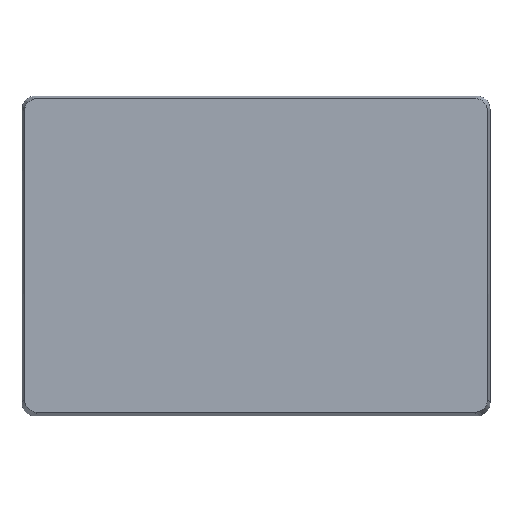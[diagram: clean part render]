
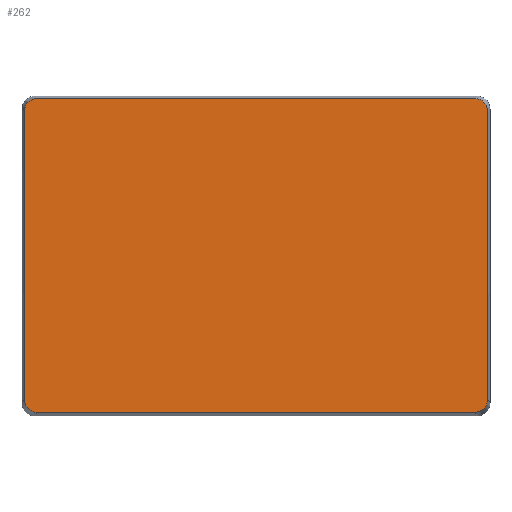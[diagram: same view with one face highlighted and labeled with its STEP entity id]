
A CAD part, front view. The second image highlights one B-rep face of the part: STEP entity #262.
In plain terms, the highlighted free-form (B-spline) face has degree [1, 1] with [2, 2] control points.
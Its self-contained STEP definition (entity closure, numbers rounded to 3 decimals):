
#43=ORIENTED_EDGE('trim curve',*,*,#125,.F.);
#44=ORIENTED_EDGE('trim curve',*,*,#143,.T.);
#45=ORIENTED_EDGE('trim curve',*,*,#144,.T.);
#46=ORIENTED_EDGE('trim curve',*,*,#145,.T.);
#47=ORIENTED_EDGE('trim curve',*,*,#146,.T.);
#48=ORIENTED_EDGE('trim curve',*,*,#147,.T.);
#49=ORIENTED_EDGE('trim curve',*,*,#148,.T.);
#50=ORIENTED_EDGE('trim curve',*,*,#149,.T.);
#101=VERTEX_POINT('Trimming Point',#298);
#102=VERTEX_POINT('Trimming Point',#300);
#116=VERTEX_POINT('Trimming Point',#645);
#117=VERTEX_POINT('Trimming Point',#647);
#118=VERTEX_POINT('Trimming Point',#651);
#119=VERTEX_POINT('Trimming Point',#653);
#120=VERTEX_POINT('Trimming Point',#657);
#121=VERTEX_POINT('Trimming Point',#659);
#125=EDGE_CURVE('Edge Curve',#101,#102,#165,.T.);
#143=EDGE_CURVE('Edge Curve',#101,#116,#183,.T.);
#144=EDGE_CURVE('Edge Curve',#116,#117,#184,.T.);
#145=EDGE_CURVE('Edge Curve',#117,#118,#185,.T.);
#146=EDGE_CURVE('Edge Curve',#118,#119,#186,.T.);
#147=EDGE_CURVE('Edge Curve',#119,#120,#187,.T.);
#148=EDGE_CURVE('Edge Curve',#120,#121,#188,.T.);
#149=EDGE_CURVE('Edge Curve',#121,#102,#189,.T.);
#165=(
BOUNDED_CURVE()
B_SPLINE_CURVE(1,(#299,#300),.UNSPECIFIED.,.U.,.U.)
B_SPLINE_CURVE_WITH_KNOTS((2,2),(0.051,0.952),.UNSPECIFIED.)
CURVE()
GEOMETRIC_REPRESENTATION_ITEM()
RATIONAL_B_SPLINE_CURVE((1.,1.))
REPRESENTATION_ITEM('node')
);
#183=(
BOUNDED_CURVE()
B_SPLINE_CURVE(3,(#642,#643,#644,#645),.UNSPECIFIED.,.U.,.U.)
B_SPLINE_CURVE_WITH_KNOTS((4,4),(1.,91.),.UNSPECIFIED.)
CURVE()
GEOMETRIC_REPRESENTATION_ITEM()
RATIONAL_B_SPLINE_CURVE((1.,0.805,0.805,1.))
REPRESENTATION_ITEM('node')
);
#184=(
BOUNDED_CURVE()
B_SPLINE_CURVE(1,(#646,#647),.UNSPECIFIED.,.U.,.U.)
B_SPLINE_CURVE_WITH_KNOTS((2,2),(-1.,0.),.UNSPECIFIED.)
CURVE()
GEOMETRIC_REPRESENTATION_ITEM()
RATIONAL_B_SPLINE_CURVE((1.,1.))
REPRESENTATION_ITEM('node')
);
#185=(
BOUNDED_CURVE()
B_SPLINE_CURVE(3,(#648,#649,#650,#651),.UNSPECIFIED.,.U.,.U.)
B_SPLINE_CURVE_WITH_KNOTS((4,4),(0.,1.),.UNSPECIFIED.)
CURVE()
GEOMETRIC_REPRESENTATION_ITEM()
RATIONAL_B_SPLINE_CURVE((1.,0.805,0.805,1.))
REPRESENTATION_ITEM('node')
);
#186=(
BOUNDED_CURVE()
B_SPLINE_CURVE(1,(#652,#653),.UNSPECIFIED.,.U.,.U.)
B_SPLINE_CURVE_WITH_KNOTS((2,2),(0.,0.901),.UNSPECIFIED.)
CURVE()
GEOMETRIC_REPRESENTATION_ITEM()
RATIONAL_B_SPLINE_CURVE((1.,1.))
REPRESENTATION_ITEM('node')
);
#187=(
BOUNDED_CURVE()
B_SPLINE_CURVE(3,(#654,#655,#656,#657),.UNSPECIFIED.,.U.,.U.)
B_SPLINE_CURVE_WITH_KNOTS((4,4),(0.949,1.949),.UNSPECIFIED.)
CURVE()
GEOMETRIC_REPRESENTATION_ITEM()
RATIONAL_B_SPLINE_CURVE((1.,0.805,0.805,1.))
REPRESENTATION_ITEM('node')
);
#188=(
BOUNDED_CURVE()
B_SPLINE_CURVE(1,(#658,#659),.UNSPECIFIED.,.U.,.U.)
B_SPLINE_CURVE_WITH_KNOTS((2,2),(0.,1.),.UNSPECIFIED.)
CURVE()
GEOMETRIC_REPRESENTATION_ITEM()
RATIONAL_B_SPLINE_CURVE((1.,1.))
REPRESENTATION_ITEM('node')
);
#189=(
BOUNDED_CURVE()
B_SPLINE_CURVE(3,(#660,#661,#662,#663),.UNSPECIFIED.,.U.,.U.)
B_SPLINE_CURVE_WITH_KNOTS((4,4),(0.,90.),.UNSPECIFIED.)
CURVE()
GEOMETRIC_REPRESENTATION_ITEM()
RATIONAL_B_SPLINE_CURVE((1.,0.805,0.805,1.))
REPRESENTATION_ITEM('node')
);
#208=EDGE_LOOP('trim boundary',(#43,#44,#45,#46,#47,#48,#49,#50));
#226=FACE_OUTER_BOUND('Boundary Edges',#208,.T.);
#244=(
BOUNDED_SURFACE()
B_SPLINE_SURFACE(1,1,((#638,#639),(#640,#641)),.UNSPECIFIED.,.U.,.U.,.U.)
B_SPLINE_SURFACE_WITH_KNOTS((2,2),(2,2),(0.376,0.624),
(0.318,0.682),.UNSPECIFIED.)
GEOMETRIC_REPRESENTATION_ITEM()
RATIONAL_B_SPLINE_SURFACE(((1.,1.),(1.,1.)))
REPRESENTATION_ITEM('trim region')
SURFACE()
);
#262=ADVANCED_FACE('trim region',(#226),#244,.T.);
#298=CARTESIAN_POINT('CVs',(-269.8,0.,84.));
#299=CARTESIAN_POINT('CVs',(-269.8,0.,84.));
#300=CARTESIAN_POINT('CVs',(-269.8,0.,419.5));
#638=CARTESIAN_POINT('CVs',(-272.498,0.,436.328));
#639=CARTESIAN_POINT('CVs',(272.498,0.,436.328));
#640=CARTESIAN_POINT('CVs',(-272.498,0.,67.173));
#641=CARTESIAN_POINT('CVs',(272.498,0.,67.173));
#642=CARTESIAN_POINT('CVs',(-269.8,0.,84.));
#643=CARTESIAN_POINT('CVs',(-269.8,0.,75.213));
#644=CARTESIAN_POINT('CVs',(-263.587,0.,69.));
#645=CARTESIAN_POINT('CVs',(-254.8,0.,69.));
#646=CARTESIAN_POINT('CVs',(-254.8,0.,69.));
#647=CARTESIAN_POINT('CVs',(254.8,0.,69.));
#648=CARTESIAN_POINT('CVs',(254.8,0.,69.));
#649=CARTESIAN_POINT('CVs',(263.587,0.,69.));
#650=CARTESIAN_POINT('CVs',(269.8,0.,75.213));
#651=CARTESIAN_POINT('CVs',(269.8,0.,84.));
#652=CARTESIAN_POINT('CVs',(269.8,0.,84.));
#653=CARTESIAN_POINT('CVs',(269.8,0.,419.5));
#654=CARTESIAN_POINT('CVs',(269.8,0.,419.5));
#655=CARTESIAN_POINT('CVs',(269.8,0.,428.287));
#656=CARTESIAN_POINT('CVs',(263.587,0.,434.5));
#657=CARTESIAN_POINT('CVs',(254.8,0.,434.5));
#658=CARTESIAN_POINT('CVs',(254.8,0.,434.5));
#659=CARTESIAN_POINT('CVs',(-254.8,0.,434.5));
#660=CARTESIAN_POINT('CVs',(-254.8,0.,434.5));
#661=CARTESIAN_POINT('CVs',(-263.587,0.,434.5));
#662=CARTESIAN_POINT('CVs',(-269.8,0.,428.287));
#663=CARTESIAN_POINT('CVs',(-269.8,0.,419.5));
